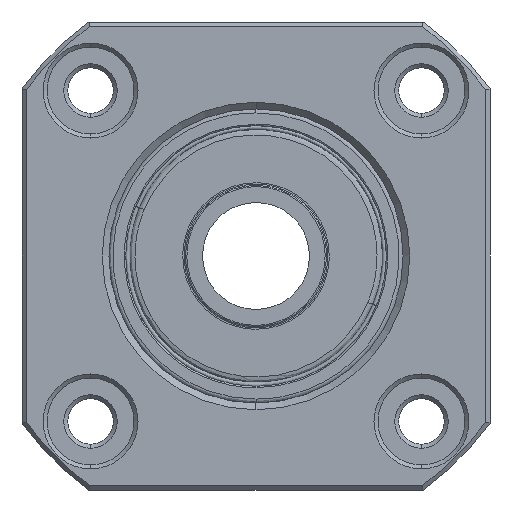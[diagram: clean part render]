
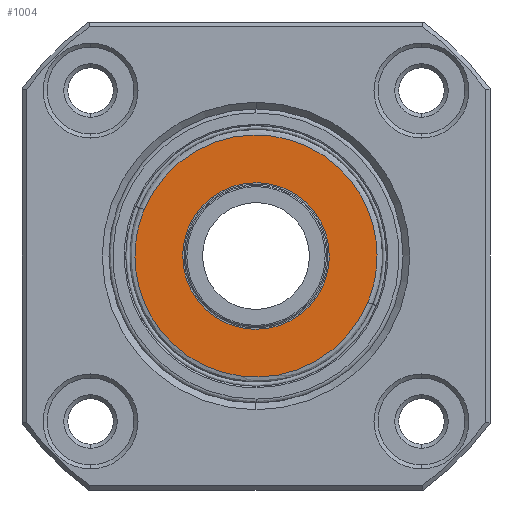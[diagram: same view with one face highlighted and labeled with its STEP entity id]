
A CAD part, left-side view. The second image highlights one B-rep face of the part: STEP entity #1004.
In plain terms, the highlighted face is planar.
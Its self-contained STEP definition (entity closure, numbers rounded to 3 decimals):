
#75 =( BOUNDED_CURVE ( )  B_SPLINE_CURVE ( 3, ( #4545, #4635, #4636, #4637 ),
 .UNSPECIFIED., .F., .T. ) 
 B_SPLINE_CURVE_WITH_KNOTS ( ( 4, 4 ),
 ( 0., 1. ),
 .UNSPECIFIED. ) 
 CURVE ( )  GEOMETRIC_REPRESENTATION_ITEM ( )  RATIONAL_B_SPLINE_CURVE ( ( 1., 0.333, 0.333, 1. ) ) 
 REPRESENTATION_ITEM ( '' )  );
#79 =( BOUNDED_CURVE ( )  B_SPLINE_CURVE ( 3, ( #4737, #4742, #4743, #4744 ),
 .UNSPECIFIED., .F., .T. ) 
 B_SPLINE_CURVE_WITH_KNOTS ( ( 4, 4 ),
 ( 0., 1. ),
 .UNSPECIFIED. ) 
 CURVE ( )  GEOMETRIC_REPRESENTATION_ITEM ( )  RATIONAL_B_SPLINE_CURVE ( ( 1., 0.333, 0.333, 1. ) ) 
 REPRESENTATION_ITEM ( '' )  );
#195 = VERTEX_POINT ( 'NONE', #2380 ) ;
#204 = VERTEX_POINT ( 'NONE', #2389 ) ;
#211 = VERTEX_POINT ( 'NONE', #2396 ) ;
#226 = VERTEX_POINT ( 'NONE', #2411 ) ;
#1004 = ADVANCED_FACE ( 'NONE', ( #3566, #3569 ), #4211, .F. ) ;
#1068 = EDGE_CURVE ( 'NONE', #195, #226, #75, .T. ) ;
#1088 = EDGE_CURVE ( 'NONE', #211, #204, #3661, .T. ) ;
#1090 = EDGE_CURVE ( 'NONE', #204, #211, #3665, .T. ) ;
#1104 = EDGE_CURVE ( 'NONE', #226, #195, #79, .T. ) ;
#1357 = ORIENTED_EDGE ( 'NONE', *, *, #1090, .F. ) ;
#1358 = ORIENTED_EDGE ( 'NONE', *, *, #1088, .F. ) ;
#1359 = ORIENTED_EDGE ( 'NONE', *, *, #1068, .F. ) ;
#1360 = ORIENTED_EDGE ( 'NONE', *, *, #1104, .F. ) ;
#2062 = AXIS2_PLACEMENT_3D ( 'NONE', #4210, #4212, #4213 ) ;
#2380 = CARTESIAN_POINT ( 'NONE',  ( 0.5, 0., -9.052 ) ) ;
#2389 = CARTESIAN_POINT ( 'NONE',  ( 0.5, -5.485, 0. ) ) ;
#2396 = CARTESIAN_POINT ( 'NONE',  ( 0.5, 5.485, 0. ) ) ;
#2411 = CARTESIAN_POINT ( 'NONE',  ( 0.5, 0., 9.052 ) ) ;
#3566 = FACE_BOUND ( 'NONE', #5597, .T. ) ;
#3569 = FACE_OUTER_BOUND ( 'NONE', #5581, .T. ) ;
#3661 = CIRCLE ( 'NONE', #5240, 5.485 ) ;
#3665 = CIRCLE ( 'NONE', #5237, 5.485 ) ;
#4210 = CARTESIAN_POINT ( 'NONE',  ( 0.5, 5.485, 0. ) ) ;
#4211 = PLANE ( 'NONE',  #2062 ) ;
#4212 = DIRECTION ( 'NONE',  ( -1., 0., 0. ) ) ;
#4213 = DIRECTION ( 'NONE',  ( 0., -1., 0. ) ) ;
#4545 = CARTESIAN_POINT ( 'NONE',  ( 0.5, 0., -9.052 ) ) ;
#4635 = CARTESIAN_POINT ( 'NONE',  ( 0.5, -18.105, -9.052 ) ) ;
#4636 = CARTESIAN_POINT ( 'NONE',  ( 0.5, -18.105, 9.052 ) ) ;
#4637 = CARTESIAN_POINT ( 'NONE',  ( 0.5, 0., 9.052 ) ) ;
#4695 = CARTESIAN_POINT ( 'NONE',  ( 0.5, 0., 0. ) ) ;
#4697 = DIRECTION ( 'NONE',  ( 1., 0., 0. ) ) ;
#4698 = DIRECTION ( 'NONE',  ( 0., -1., 0. ) ) ;
#4701 = CARTESIAN_POINT ( 'NONE',  ( 0.5, 0., 0. ) ) ;
#4702 = DIRECTION ( 'NONE',  ( 1., 0., 0. ) ) ;
#4703 = DIRECTION ( 'NONE',  ( 0., -1., 0. ) ) ;
#4737 = CARTESIAN_POINT ( 'NONE',  ( 0.5, 0., 9.052 ) ) ;
#4742 = CARTESIAN_POINT ( 'NONE',  ( 0.5, 18.105, 9.052 ) ) ;
#4743 = CARTESIAN_POINT ( 'NONE',  ( 0.5, 18.105, -9.052 ) ) ;
#4744 = CARTESIAN_POINT ( 'NONE',  ( 0.5, 0., -9.052 ) ) ;
#5237 = AXIS2_PLACEMENT_3D ( 'NONE', #4701, #4702, #4703 ) ;
#5240 = AXIS2_PLACEMENT_3D ( 'NONE', #4695, #4697, #4698 ) ;
#5581 = EDGE_LOOP ( 'NONE', ( #1359, #1360 ) ) ;
#5597 = EDGE_LOOP ( 'NONE', ( #1357, #1358 ) ) ;
